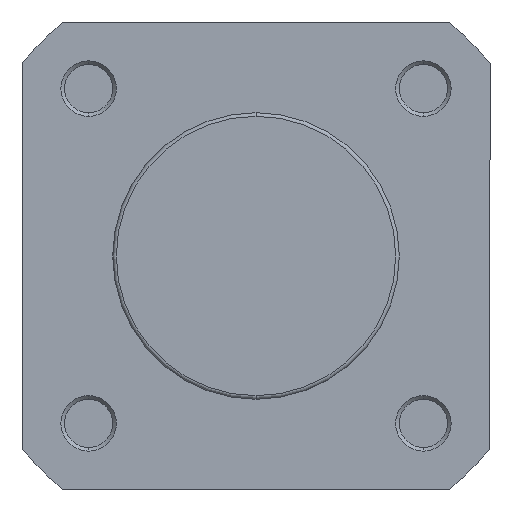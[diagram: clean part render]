
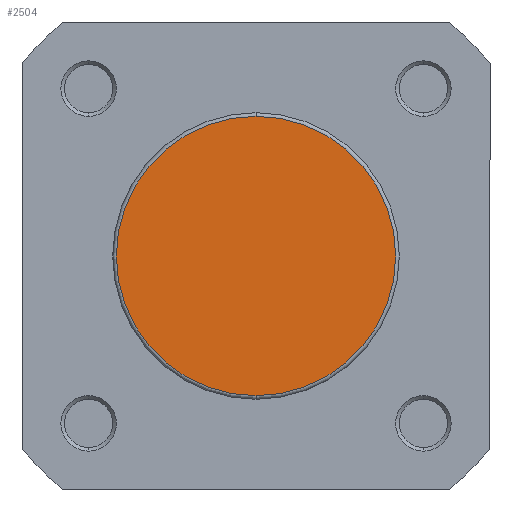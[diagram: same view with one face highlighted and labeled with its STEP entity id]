
A CAD part, left-side view. The second image highlights one B-rep face of the part: STEP entity #2504.
In plain terms, the highlighted planar face has unit normal (-1, 0, 0).
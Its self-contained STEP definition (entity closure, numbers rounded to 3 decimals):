
#320 = CARTESIAN_POINT ( 'NONE',  ( 0., 0., 19.4 ) ) ;
#331 = CARTESIAN_POINT ( 'NONE',  ( 0., 0., -19.4 ) ) ;
#1205 = CARTESIAN_POINT ( 'NONE',  ( 0., 0., 0. ) ) ;
#1206 = DIRECTION ( 'NONE',  ( -1., 0., 0. ) ) ;
#1207 = DIRECTION ( 'NONE',  ( 0., 0., -1. ) ) ;
#1347 = CARTESIAN_POINT ( 'NONE',  ( 0., 0., 0. ) ) ;
#1353 = DIRECTION ( 'NONE',  ( -1., 0., 0. ) ) ;
#1354 = DIRECTION ( 'NONE',  ( 0., 0., -1. ) ) ;
#2179 = ORIENTED_EDGE ( 'NONE', *, *, #2814, .T. ) ;
#2180 = ORIENTED_EDGE ( 'NONE', *, *, #2756, .T. ) ;
#2504 = ADVANCED_FACE ( 'NONE', ( #3604 ), #4850, .F. ) ;
#2756 = EDGE_CURVE ( 'NONE', #5183, #5172, #4117, .T. ) ;
#2814 = EDGE_CURVE ( 'NONE', #5172, #5183, #4202, .T. ) ;
#3093 = AXIS2_PLACEMENT_3D ( 'NONE', #4857, #4828, #4918 ) ;
#3325 = AXIS2_PLACEMENT_3D ( 'NONE', #1205, #1206, #1207 ) ;
#3358 = AXIS2_PLACEMENT_3D ( 'NONE', #1347, #1353, #1354 ) ;
#3604 = FACE_OUTER_BOUND ( 'NONE', #4995, .T. ) ;
#4117 = CIRCLE ( 'NONE', #3325, 19.4 ) ;
#4202 = CIRCLE ( 'NONE', #3358, 19.4 ) ;
#4828 = DIRECTION ( 'NONE',  ( 1., 0., 0. ) ) ;
#4850 = PLANE ( 'NONE',  #3093 ) ;
#4857 = CARTESIAN_POINT ( 'NONE',  ( 0., 19.9, 0. ) ) ;
#4918 = DIRECTION ( 'NONE',  ( 0., 0., -1. ) ) ;
#4995 = EDGE_LOOP ( 'NONE', ( #2180, #2179 ) ) ;
#5172 = VERTEX_POINT ( 'NONE', #320 ) ;
#5183 = VERTEX_POINT ( 'NONE', #331 ) ;
